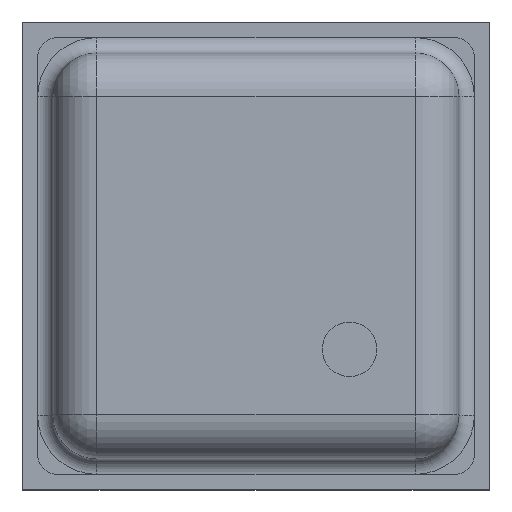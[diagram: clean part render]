
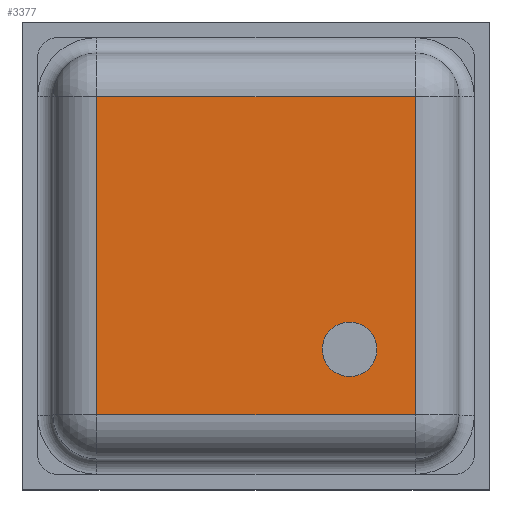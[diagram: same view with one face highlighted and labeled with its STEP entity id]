
A CAD part, top view. The second image highlights one B-rep face of the part: STEP entity #3377.
In plain terms, the highlighted planar face has unit normal (0, 0, 1).
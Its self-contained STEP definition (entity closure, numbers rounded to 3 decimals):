
#24=FACE_BOUND('',#495,.T.);
#32=CIRCLE('',#3586,0.175);
#294=FACE_OUTER_BOUND('',#494,.T.);
#494=EDGE_LOOP('',(#2961,#2962,#2963,#2964));
#495=EDGE_LOOP('',(#2965));
#928=LINE('',#5480,#1345);
#929=LINE('',#5482,#1346);
#930=LINE('',#5484,#1347);
#931=LINE('',#5485,#1348);
#1345=VECTOR('',#4491,1000.);
#1346=VECTOR('',#4492,1000.);
#1347=VECTOR('',#4493,1000.);
#1348=VECTOR('',#4494,1000.);
#1597=VERTEX_POINT('',#5353);
#1638=VERTEX_POINT('',#5478);
#1639=VERTEX_POINT('',#5479);
#1640=VERTEX_POINT('',#5481);
#1641=VERTEX_POINT('',#5483);
#2023=EDGE_CURVE('',#1597,#1597,#32,.T.);
#2084=EDGE_CURVE('',#1638,#1639,#928,.T.);
#2085=EDGE_CURVE('',#1639,#1640,#929,.T.);
#2086=EDGE_CURVE('',#1640,#1641,#930,.T.);
#2087=EDGE_CURVE('',#1641,#1638,#931,.T.);
#2961=ORIENTED_EDGE('',*,*,#2084,.T.);
#2962=ORIENTED_EDGE('',*,*,#2085,.T.);
#2963=ORIENTED_EDGE('',*,*,#2086,.T.);
#2964=ORIENTED_EDGE('',*,*,#2087,.T.);
#2965=ORIENTED_EDGE('',*,*,#2023,.F.);
#3197=PLANE('',#3628);
#3377=ADVANCED_FACE('',(#294,#24),#3197,.T.);
#3586=AXIS2_PLACEMENT_3D('',#5355,#4365,#4366);
#3628=AXIS2_PLACEMENT_3D('',#5477,#4489,#4490);
#4365=DIRECTION('center_axis',(0.,0.,
1.));
#4366=DIRECTION('ref_axis',(0.,1.,0.));
#4489=DIRECTION('center_axis',(0.,0.,
1.));
#4490=DIRECTION('ref_axis',(0.,1.,0.));
#4491=DIRECTION('',(1.,0.,0.));
#4492=DIRECTION('',(0.,1.,0.));
#4493=DIRECTION('',(-1.,0.,0.));
#4494=DIRECTION('',(0.,-1.,0.));
#5353=CARTESIAN_POINT('',(0.6,-0.775,1.));
#5355=CARTESIAN_POINT('Origin',(0.6,-0.6,1.));
#5477=CARTESIAN_POINT('Origin',(0.,0.,
1.));
#5478=CARTESIAN_POINT('',(-1.02,-1.02,1.));
#5479=CARTESIAN_POINT('',(1.02,-1.02,1.));
#5480=CARTESIAN_POINT('',(1.02,-1.02,1.));
#5481=CARTESIAN_POINT('',(1.02,1.02,1.));
#5482=CARTESIAN_POINT('',(1.02,1.02,1.));
#5483=CARTESIAN_POINT('',(-1.02,1.02,1.));
#5484=CARTESIAN_POINT('',(-1.02,1.02,1.));
#5485=CARTESIAN_POINT('',(-1.02,-1.02,1.));
